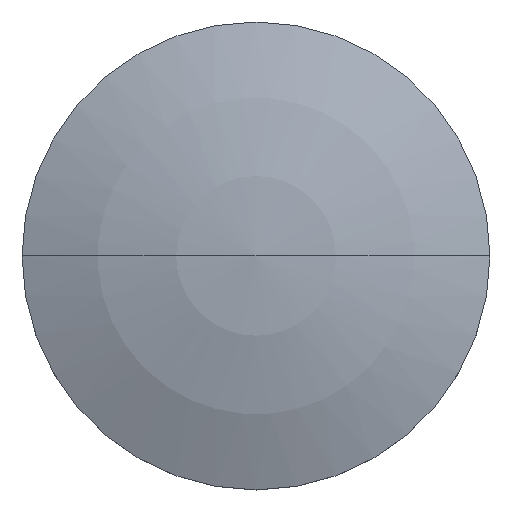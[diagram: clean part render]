
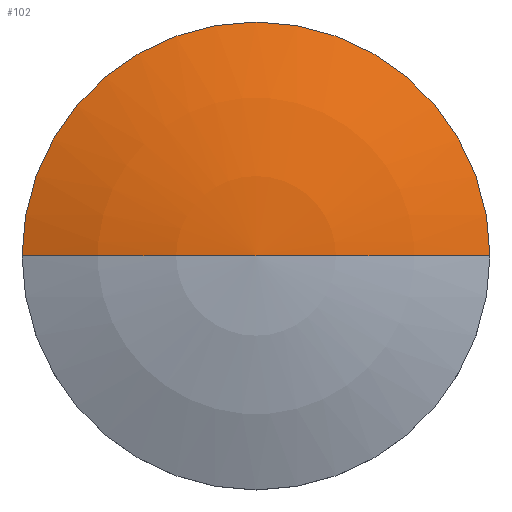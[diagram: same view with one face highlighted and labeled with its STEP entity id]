
A CAD part, top view. The second image highlights one B-rep face of the part: STEP entity #102.
In plain terms, the highlighted spherical face has radius 32.5 mm.
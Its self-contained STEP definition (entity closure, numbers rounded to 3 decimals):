
#96=VERTEX_POINT('',#244);
#102=ADVANCED_FACE('',(#250),#251,.T.);
#110=EDGE_CURVE('',#124,#96,#260,.T.);
#124=VERTEX_POINT('',#276);
#130=EDGE_CURVE('',#154,#96,#282,.T.);
#136=EDGE_CURVE('',#124,#154,#289,.T.);
#154=VERTEX_POINT('',#308);
#244=CARTESIAN_POINT('',(-12.5,0.,18.5));
#250=FACE_OUTER_BOUND('',#405,.T.);
#251=SPHERICAL_SURFACE('',#406,32.5);
#260=CIRCLE('',#418,12.5);
#276=CARTESIAN_POINT('',(12.5,0.,18.5));
#282=CIRCLE('',#445,32.5);
#289=CIRCLE('',#455,32.5);
#308=CARTESIAN_POINT('',(0.,0.,21.0));
#405=EDGE_LOOP('',(#599,#600,#601));
#406=AXIS2_PLACEMENT_3D('',#602,#603,#604);
#418=AXIS2_PLACEMENT_3D('',#619,#620,#621);
#445=AXIS2_PLACEMENT_3D('',#650,#651,#652);
#455=AXIS2_PLACEMENT_3D('',#662,#663,#664);
#599=ORIENTED_EDGE('',*,*,#130,.F.);
#600=ORIENTED_EDGE('',*,*,#136,.F.);
#601=ORIENTED_EDGE('',*,*,#110,.T.);
#602=CARTESIAN_POINT('',(0.,0.,-11.5));
#603=DIRECTION('',(0.0,0.0,1.0));
#604=DIRECTION('',(1.0,0.,0.0));
#619=CARTESIAN_POINT('',(0.0,0.,18.5));
#620=DIRECTION('',(0.0,-0.0,1.0));
#621=DIRECTION('',(1.0,0.,0.0));
#650=CARTESIAN_POINT('',(0.,0.,-11.5));
#651=DIRECTION('',(0.,-1.0,0.0));
#652=DIRECTION('',(0.0,0.0,1.0));
#662=CARTESIAN_POINT('',(0.,0.,-11.5));
#663=DIRECTION('',(0.,-1.0,0.0));
#664=DIRECTION('',(0.0,0.0,1.0));
